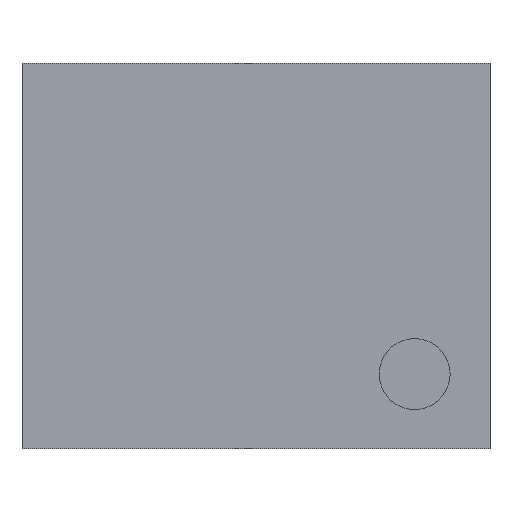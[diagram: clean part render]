
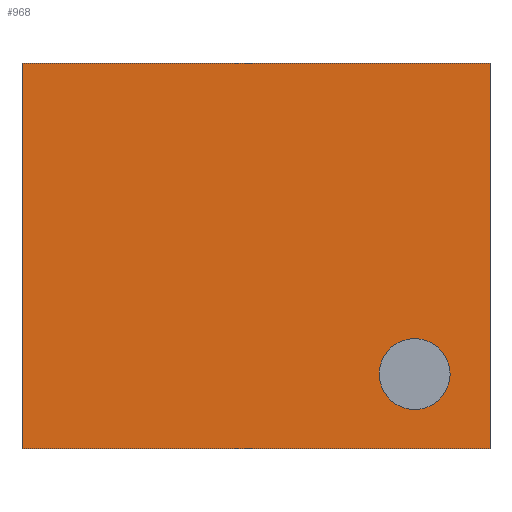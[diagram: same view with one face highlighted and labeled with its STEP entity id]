
A CAD part, front view. The second image highlights one B-rep face of the part: STEP entity #968.
In plain terms, the highlighted planar face has unit normal (0, -1, 0).
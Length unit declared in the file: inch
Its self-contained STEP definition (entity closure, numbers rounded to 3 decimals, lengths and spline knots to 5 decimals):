
#40=LINE('',#1509,#134);
#42=LINE('',#1513,#136);
#44=LINE('',#1517,#138);
#46=LINE('',#1520,#140);
#134=VECTOR('',#1205,0.3937);
#136=VECTOR('',#1209,0.3937);
#138=VECTOR('',#1213,0.3937);
#140=VECTOR('',#1217,0.3937);
#208=PLANE('',#1062);
#241=FACE_BOUND('',#309,.T.);
#249=FACE_OUTER_BOUND('',#308,.T.);
#308=EDGE_LOOP('',(#682,#683,#684,#685));
#309=EDGE_LOOP('',(#686));
#356=CIRCLE('',#1036,0.00507);
#396=VERTEX_POINT('',#1413);
#441=VERTEX_POINT('',#1506);
#442=VERTEX_POINT('',#1508);
#443=VERTEX_POINT('',#1512);
#444=VERTEX_POINT('',#1516);
#486=EDGE_CURVE('',#396,#396,#356,.T.);
#532=EDGE_CURVE('',#442,#441,#40,.T.);
#534=EDGE_CURVE('',#443,#442,#42,.T.);
#536=EDGE_CURVE('',#444,#443,#44,.T.);
#538=EDGE_CURVE('',#441,#444,#46,.T.);
#682=ORIENTED_EDGE('',*,*,#538,.T.);
#683=ORIENTED_EDGE('',*,*,#536,.T.);
#684=ORIENTED_EDGE('',*,*,#534,.T.);
#685=ORIENTED_EDGE('',*,*,#532,.T.);
#686=ORIENTED_EDGE('',*,*,#486,.T.);
#968=ADVANCED_FACE('',(#249,#241),#208,.T.);
#1036=AXIS2_PLACEMENT_3D('',#1414,#1133,#1134);
#1062=AXIS2_PLACEMENT_3D('',#1521,#1218,#1219);
#1133=DIRECTION('center_axis',(0.,1.,0.));
#1134=DIRECTION('ref_axis',(-1.,0.,0.));
#1205=DIRECTION('',(0.,0.,-1.));
#1209=DIRECTION('',(-1.,0.,0.));
#1213=DIRECTION('',(0.,0.,1.));
#1217=DIRECTION('',(1.,0.,0.));
#1218=DIRECTION('center_axis',(0.,-1.,0.));
#1219=DIRECTION('ref_axis',(0.,0.,-1.));
#1413=CARTESIAN_POINT('',(0.02776,-0.01772,-0.01688));
#1414=CARTESIAN_POINT('Origin',(0.02269,-0.01772,
-0.01688));
#1506=CARTESIAN_POINT('',(-0.03346,-0.01772,-0.02756));
#1508=CARTESIAN_POINT('',(-0.03346,-0.01772,0.02756));
#1509=CARTESIAN_POINT('',(-0.03346,-0.01772,0.02756));
#1512=CARTESIAN_POINT('',(0.03346,-0.01772,0.02756));
#1513=CARTESIAN_POINT('',(0.03346,-0.01772,0.02756));
#1516=CARTESIAN_POINT('',(0.03346,-0.01772,-0.02756));
#1517=CARTESIAN_POINT('',(0.03346,-0.01772,-0.02756));
#1520=CARTESIAN_POINT('',(-0.03346,-0.01772,-0.02756));
#1521=CARTESIAN_POINT('Origin',(0.,-0.01772,0.));
